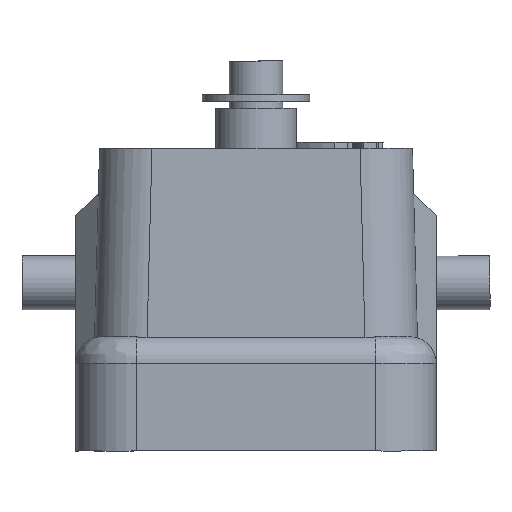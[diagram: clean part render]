
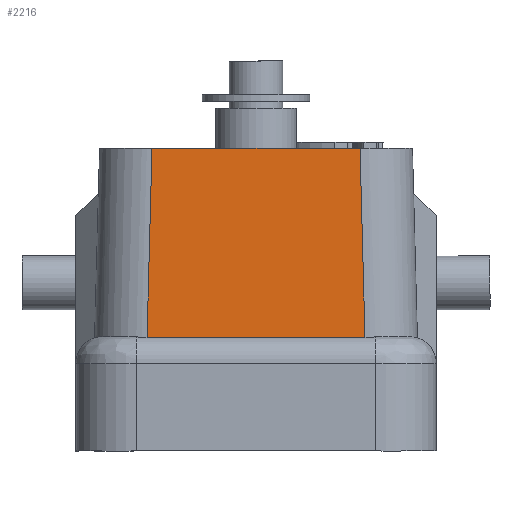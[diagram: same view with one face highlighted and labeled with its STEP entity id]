
A CAD part, left-side view. The second image highlights one B-rep face of the part: STEP entity #2216.
In plain terms, the highlighted planar face has unit normal (-1, 0, 0.026).
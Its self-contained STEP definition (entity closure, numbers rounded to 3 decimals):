
#1110=PLANE('',#5276);
#1439=LINE('',#7198,#1846);
#1440=LINE('',#7202,#1847);
#1441=LINE('',#7205,#1848);
#1442=LINE('',#7206,#1849);
#1846=VECTOR('',#6048,1.);
#1847=VECTOR('',#6053,1.);
#1848=VECTOR('',#6054,1.);
#1849=VECTOR('',#6055,1.);
#2216=ADVANCED_FACE('',(#2440),#1110,.T.);
#2440=FACE_OUTER_BOUND('',#2673,.T.);
#2673=EDGE_LOOP('',(#3537,#3538,#3539,#3540));
#3537=ORIENTED_EDGE('',*,*,#4718,.F.);
#3538=ORIENTED_EDGE('',*,*,#4719,.T.);
#3539=ORIENTED_EDGE('',*,*,#4716,.T.);
#3540=ORIENTED_EDGE('',*,*,#4720,.T.);
#4245=VERTEX_POINT('',#7197);
#4246=VERTEX_POINT('',#7199);
#4247=VERTEX_POINT('',#7203);
#4248=VERTEX_POINT('',#7204);
#4716=EDGE_CURVE('',#4246,#4245,#1439,.T.);
#4718=EDGE_CURVE('',#4247,#4248,#1440,.T.);
#4719=EDGE_CURVE('',#4247,#4246,#1441,.T.);
#4720=EDGE_CURVE('',#4245,#4248,#1442,.T.);
#5276=AXIS2_PLACEMENT_3D('',#7207,#6056,#6057);
#6048=DIRECTION('',(0.,1.,0.));
#6053=DIRECTION('',(0.,1.,0.));
#6054=DIRECTION('',(0.026,0.026,0.999));
#6055=DIRECTION('',(-0.026,0.026,-0.999));
#6056=DIRECTION('',(-1.,0.,0.026));
#6057=DIRECTION('',(0.026,0.,1.));
#7197=CARTESIAN_POINT('',(-11.502,7.735,22.5));
#7198=CARTESIAN_POINT('',(-11.502,-9.102,22.5));
#7199=CARTESIAN_POINT('',(-11.502,-7.735,22.5));
#7202=CARTESIAN_POINT('',(-11.87,-8.102,8.465));
#7203=CARTESIAN_POINT('',(-11.87,-8.102,8.465));
#7204=CARTESIAN_POINT('',(-11.87,8.102,8.465));
#7205=CARTESIAN_POINT('',(-11.87,-8.102,8.465));
#7206=CARTESIAN_POINT('',(-11.553,7.786,20.552));
#7207=CARTESIAN_POINT('',(-11.896,-9.102,7.466));
